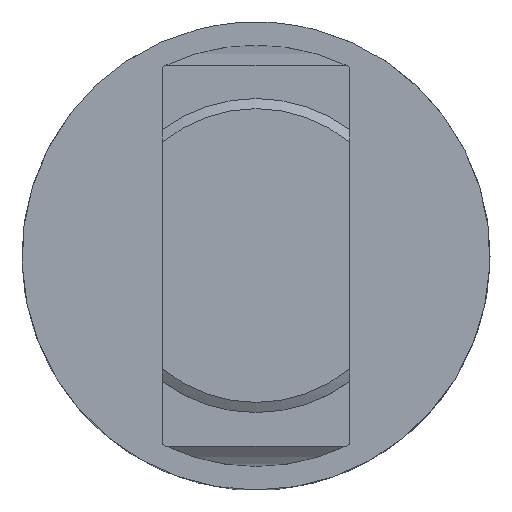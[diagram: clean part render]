
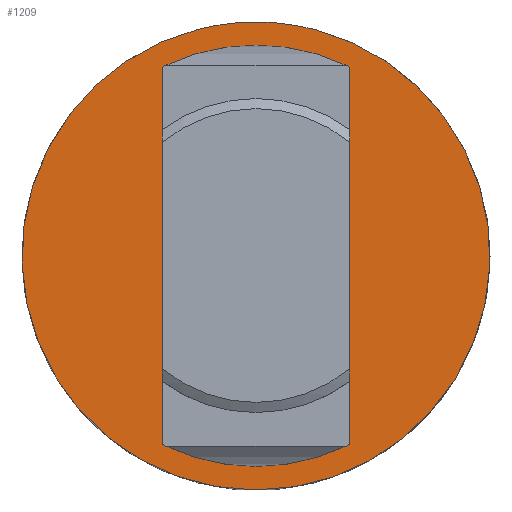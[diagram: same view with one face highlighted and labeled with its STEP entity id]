
A CAD part, top view. The second image highlights one B-rep face of the part: STEP entity #1209.
In plain terms, the highlighted planar face has unit normal (0, 0, 1).
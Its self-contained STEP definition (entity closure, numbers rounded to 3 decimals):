
#547=CARTESIAN_POINT('',(-2.5,9.689,4.5));
#548=VERTEX_POINT('',#547);
#555=CARTESIAN_POINT('',(-0.053,10.0,4.5));
#556=VERTEX_POINT('',#555);
#557=CARTESIAN_POINT('',(-0.026,0.001,4.5));
#558=DIRECTION('',(0.0,0.0,1.0));
#559=DIRECTION('',(0.253,0.968,0.0));
#560=AXIS2_PLACEMENT_3D('',#557,#558,#559);
#561=CIRCLE('',#560,9.999);
#562=EDGE_CURVE('',#556,#548,#561,.T.);
#579=CARTESIAN_POINT('',(0.,10.0,4.5));
#580=VERTEX_POINT('',#579);
#587=CARTESIAN_POINT('',(2.5,9.676,4.5));
#588=VERTEX_POINT('',#587);
#589=CARTESIAN_POINT('',(-0.026,0.001,4.5));
#590=DIRECTION('',(0.0,0.0,1.0));
#591=DIRECTION('',(0.253,0.968,0.0));
#592=AXIS2_PLACEMENT_3D('',#589,#590,#591);
#593=CIRCLE('',#592,9.999);
#594=EDGE_CURVE('',#588,#580,#593,.T.);
#613=CARTESIAN_POINT('',(-0.026,0.,4.5));
#614=DIRECTION('',(0.0,0.0,1.0));
#615=DIRECTION('',(0.253,-0.968,0.0));
#616=AXIS2_PLACEMENT_3D('',#613,#614,#615);
#617=CIRCLE('',#616,10.);
#618=EDGE_CURVE('',#548,#588,#617,.T.);
#1037=CARTESIAN_POINT('',(-0.026,-4.0,4.5));
#1038=VERTEX_POINT('',#1037);
#1045=CARTESIAN_POINT('',(3.974,0.,4.5));
#1046=VERTEX_POINT('',#1045);
#1047=CARTESIAN_POINT('',(-0.026,0.,4.5));
#1048=DIRECTION('',(0.0,0.0,-1.0));
#1049=DIRECTION('',(0.0,-1.0,0.0));
#1050=AXIS2_PLACEMENT_3D('',#1047,#1048,#1049);
#1051=CIRCLE('',#1050,4.0);
#1052=EDGE_CURVE('',#1046,#1038,#1051,.T.);
#1069=CARTESIAN_POINT('',(-4.026,-4.,4.5));
#1070=VERTEX_POINT('',#1069);
#1077=CARTESIAN_POINT('',(-0.026,-4.0,4.5));
#1078=DIRECTION('',(-1.0,0.0,0.0));
#1079=VECTOR('',#1078,4.);
#1080=LINE('',#1077,#1079);
#1081=EDGE_CURVE('',#1038,#1070,#1080,.T.);
#1092=CARTESIAN_POINT('',(-4.026,0.,4.5));
#1093=VERTEX_POINT('',#1092);
#1100=CARTESIAN_POINT('',(-4.026,0.,4.5));
#1101=DIRECTION('',(0.0,-1.0,0.0));
#1102=VECTOR('',#1101,4.);
#1103=LINE('',#1100,#1102);
#1104=EDGE_CURVE('',#1093,#1070,#1103,.T.);
#1121=CARTESIAN_POINT('',(-0.682,3.946,4.5));
#1122=VERTEX_POINT('',#1121);
#1129=CARTESIAN_POINT('',(-0.026,0.,4.5));
#1130=DIRECTION('',(0.0,0.0,-1.0));
#1131=DIRECTION('',(0.164,0.986,0.0));
#1132=AXIS2_PLACEMENT_3D('',#1129,#1130,#1131);
#1133=CIRCLE('',#1132,4.);
#1134=EDGE_CURVE('',#1093,#1122,#1133,.T.);
#1146=CARTESIAN_POINT('',(3.974,3.946,4.5));
#1147=VERTEX_POINT('',#1146);
#1154=CARTESIAN_POINT('',(3.974,3.946,4.5));
#1155=DIRECTION('',(-1.0,0.0,0.0));
#1156=VECTOR('',#1155,4.656);
#1157=LINE('',#1154,#1156);
#1158=EDGE_CURVE('',#1147,#1122,#1157,.T.);
#1170=CARTESIAN_POINT('',(3.974,0.,4.5));
#1171=DIRECTION('',(0.0,1.0,0.0));
#1172=VECTOR('',#1171,3.946);
#1173=LINE('',#1170,#1172);
#1174=EDGE_CURVE('',#1046,#1147,#1173,.T.);
#1185=CARTESIAN_POINT('',(0.,0.,4.5));
#1186=DIRECTION('',(0.0,0.0,1.0));
#1187=DIRECTION('',(1.0,0.0,0.0));
#1188=AXIS2_PLACEMENT_3D('',#1185,#1186,#1187);
#1189=PLANE('',#1188);
#1190=ORIENTED_EDGE('',*,*,#618,.T.);
#1191=ORIENTED_EDGE('',*,*,#594,.T.);
#1192=CARTESIAN_POINT('',(-0.053,10.0,4.5));
#1193=DIRECTION('',(1.0,0.0,0.0));
#1194=VECTOR('',#1193,0.053);
#1195=LINE('',#1192,#1194);
#1196=EDGE_CURVE('',#556,#580,#1195,.T.);
#1197=ORIENTED_EDGE('',*,*,#1196,.F.);
#1198=ORIENTED_EDGE('',*,*,#562,.T.);
#1199=EDGE_LOOP('',(#1190,#1191,#1197,#1198));
#1200=FACE_OUTER_BOUND('',#1199,.T.);
#1201=ORIENTED_EDGE('',*,*,#1081,.T.);
#1202=ORIENTED_EDGE('',*,*,#1104,.F.);
#1203=ORIENTED_EDGE('',*,*,#1134,.T.);
#1204=ORIENTED_EDGE('',*,*,#1158,.F.);
#1205=ORIENTED_EDGE('',*,*,#1174,.F.);
#1206=ORIENTED_EDGE('',*,*,#1052,.T.);
#1207=EDGE_LOOP('',(#1201,#1202,#1203,#1204,#1205,#1206));
#1208=FACE_BOUND('',#1207,.T.);
#1209=ADVANCED_FACE('',(#1200,#1208),#1189,.T.);
